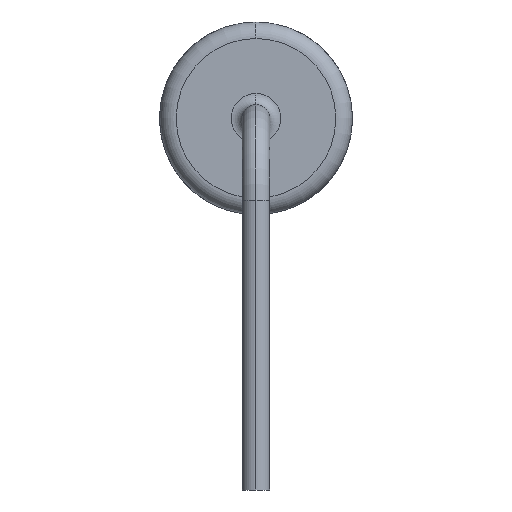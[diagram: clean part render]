
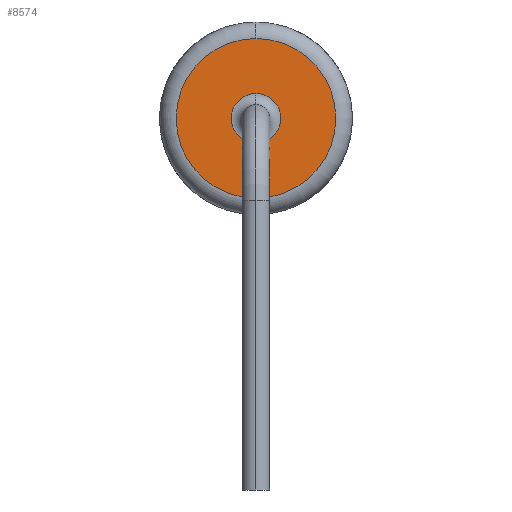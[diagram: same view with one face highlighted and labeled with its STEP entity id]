
A CAD part, left-side view. The second image highlights one B-rep face of the part: STEP entity #8574.
In plain terms, the highlighted planar face has unit normal (-1, 0, 0).
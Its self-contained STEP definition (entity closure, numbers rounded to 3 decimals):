
#16 = ORIENTED_EDGE ( 'NONE', *, *, #8499, .T. ) ;
#74 = CARTESIAN_POINT ( 'NONE',  ( -4.5, 0., 0.45 ) ) ;
#167 = CIRCLE ( 'NONE', #13922, 0.45 ) ;
#355 = AXIS2_PLACEMENT_3D ( 'NONE', #12376, #4964, #9329 ) ;
#447 = DIRECTION ( 'NONE',  ( 0., 0., 1. ) ) ;
#655 = CARTESIAN_POINT ( 'NONE',  ( -4.5, 1.75, 0. ) ) ;
#1806 = FACE_BOUND ( 'NONE', #10339, .T. ) ;
#1874 = CARTESIAN_POINT ( 'NONE',  ( -4.5, 0., 0. ) ) ;
#2775 = CARTESIAN_POINT ( 'NONE',  ( -4.5, 0., -1.45 ) ) ;
#2860 = DIRECTION ( 'NONE',  ( -1., 0., 0. ) ) ;
#4039 = CARTESIAN_POINT ( 'NONE',  ( -4.5, 0., 0. ) ) ;
#4731 = CIRCLE ( 'NONE', #9081, 1.45 ) ;
#4774 = EDGE_CURVE ( 'NONE', #5141, #6772, #7006, .T. ) ;
#4784 = EDGE_LOOP ( 'NONE', ( #8968, #8870 ) ) ;
#4820 = EDGE_CURVE ( 'NONE', #9003, #6827, #12974, .T. ) ;
#4964 = DIRECTION ( 'NONE',  ( 1., 0., 0. ) ) ;
#5141 = VERTEX_POINT ( 'NONE', #9571 ) ;
#6109 = PLANE ( 'NONE',  #7041 ) ;
#6473 = ORIENTED_EDGE ( 'NONE', *, *, #4774, .T. ) ;
#6772 = VERTEX_POINT ( 'NONE', #74 ) ;
#6827 = VERTEX_POINT ( 'NONE', #2775 ) ;
#7006 = CIRCLE ( 'NONE', #355, 0.45 ) ;
#7041 = AXIS2_PLACEMENT_3D ( 'NONE', #655, #9464, #13719 ) ;
#7050 = DIRECTION ( 'NONE',  ( 1., 0., 0. ) ) ;
#7220 = AXIS2_PLACEMENT_3D ( 'NONE', #1874, #10751, #9671 ) ;
#7764 = EDGE_CURVE ( 'NONE', #6827, #9003, #4731, .T. ) ;
#8272 = FACE_OUTER_BOUND ( 'NONE', #4784, .T. ) ;
#8499 = EDGE_CURVE ( 'NONE', #6772, #5141, #167, .T. ) ;
#8574 = ADVANCED_FACE ( 'NONE', ( #1806, #8272 ), #6109, .T. ) ;
#8870 = ORIENTED_EDGE ( 'NONE', *, *, #7764, .T. ) ;
#8968 = ORIENTED_EDGE ( 'NONE', *, *, #4820, .T. ) ;
#9003 = VERTEX_POINT ( 'NONE', #12110 ) ;
#9081 = AXIS2_PLACEMENT_3D ( 'NONE', #4039, #2860, #10609 ) ;
#9329 = DIRECTION ( 'NONE',  ( 0., 0., 1. ) ) ;
#9464 = DIRECTION ( 'NONE',  ( -1., 0., 0. ) ) ;
#9571 = CARTESIAN_POINT ( 'NONE',  ( -4.5, 0., -0.45 ) ) ;
#9671 = DIRECTION ( 'NONE',  ( 0., 0., 1. ) ) ;
#10190 = CARTESIAN_POINT ( 'NONE',  ( -4.5, 0., 0. ) ) ;
#10339 = EDGE_LOOP ( 'NONE', ( #16, #6473 ) ) ;
#10609 = DIRECTION ( 'NONE',  ( 0., 0., 1. ) ) ;
#10751 = DIRECTION ( 'NONE',  ( -1., 0., 0. ) ) ;
#12110 = CARTESIAN_POINT ( 'NONE',  ( -4.5, 0., 1.45 ) ) ;
#12376 = CARTESIAN_POINT ( 'NONE',  ( -4.5, 0., 0. ) ) ;
#12974 = CIRCLE ( 'NONE', #7220, 1.45 ) ;
#13719 = DIRECTION ( 'NONE',  ( 0., 0., 1. ) ) ;
#13922 = AXIS2_PLACEMENT_3D ( 'NONE', #10190, #7050, #447 ) ;
